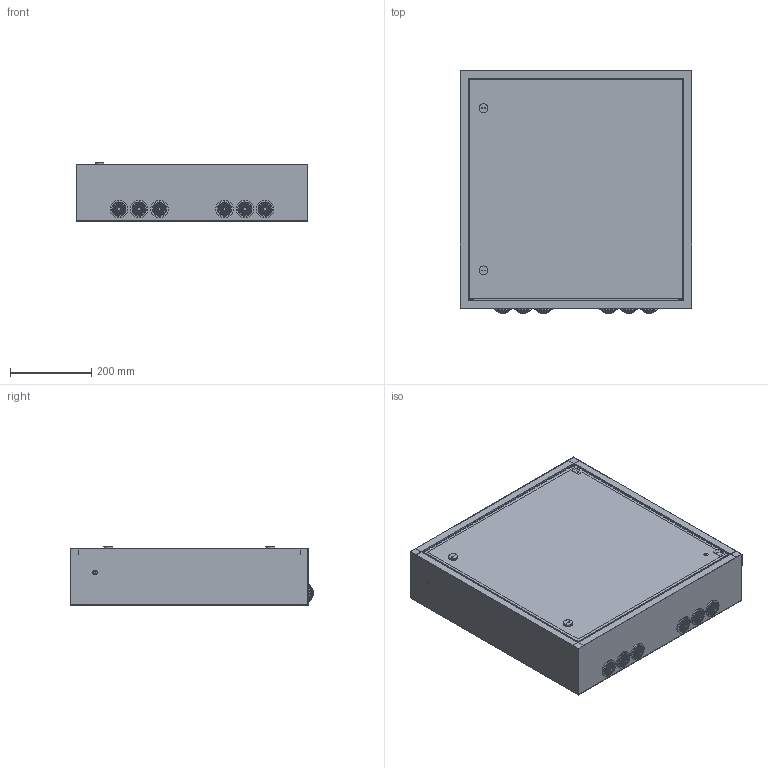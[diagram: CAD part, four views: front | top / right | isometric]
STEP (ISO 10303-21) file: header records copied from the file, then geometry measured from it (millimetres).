
FILE_DESCRIPTION (( 'STEP AP214' ), '1' );
FILE_NAME ('ÊÈÂÀ 223.00.00-12ÑÁ óïðîù.STEP', '2024-10-03T07:55:26', ( '' ), ( '' ), 'SwSTEP 2.0', 'SolidWorks 2022', '' );
FILE_SCHEMA (( 'AUTOMOTIVE_DESIGN' ));
Length unit declared in the file: millimetre
Products named in the file (1): КИВА 223.00.00-12СБ упрощ
Bounding box: 570 x 598.01 x 143.5 mm (x, y, z)
Volume: 3958410.3 mm3; surface area: 3433760.7 mm2
Topology: 44 solids, 61 shells, 4721 faces, 12696 edges, 8388 vertices
Faces by surface type: plane 3145, cylinder 1118, cone 224, bspline 112, sphere 74, torus 48
Entity records: 209383 total; most frequent: CARTESIAN_POINT 37734, ORIENTED_EDGE 25352, DIRECTION 23558, EDGE_CURVE 12676, LINE 9026, VECTOR 9026, VERTEX_POINT 8386, AXIS2_PLACEMENT_3D 7266
